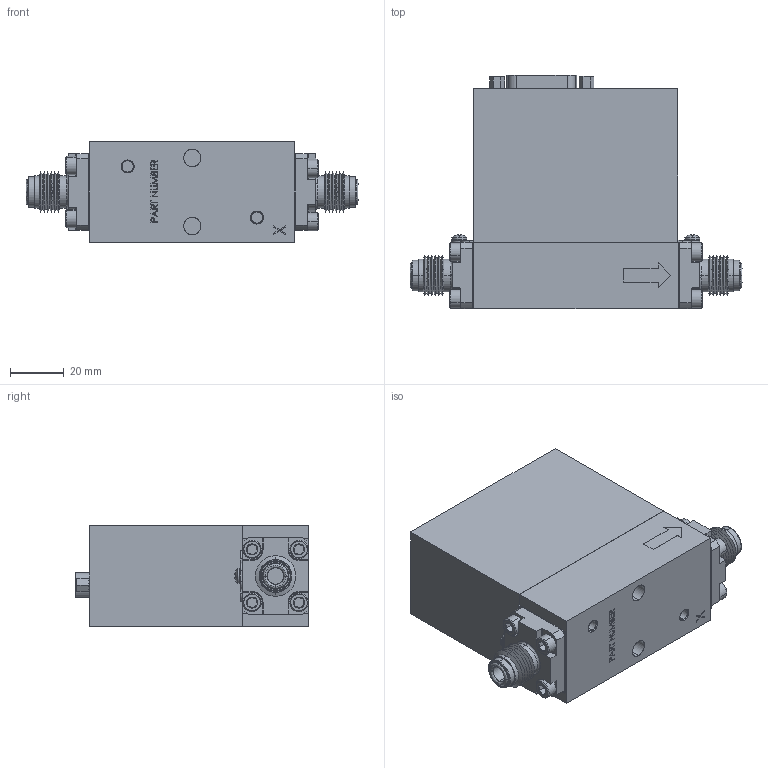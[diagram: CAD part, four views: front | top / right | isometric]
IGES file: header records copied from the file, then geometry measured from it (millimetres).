
Start section: SolidWorks IGES file using analytic representation for surfaces
Global section: file name: 9861-4R-U.IGS; native system: SolidWorks 2014; preprocessor: SolidWorks 2014; author: CFehr; date: 170228.131807; units: inch
Bounding box: 123.85 x 87.15 x 37.47 mm (x, y, z)
Surface area: 38139.6 mm2 (no closed solid volume)
Topology: 0 solids, 0 shells, 626 faces, 8443 edges, 8443 vertices
Faces by surface type: revolution 337, bspline 289
